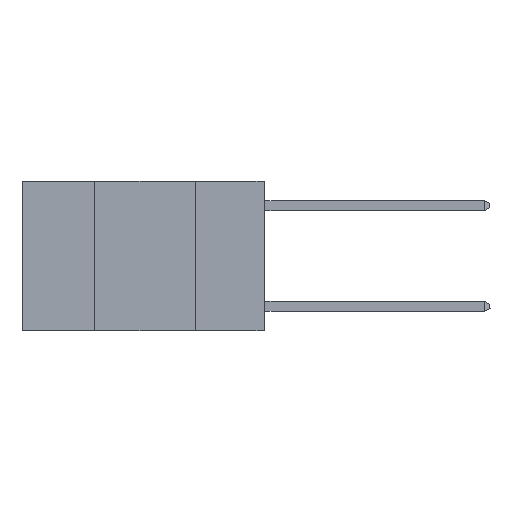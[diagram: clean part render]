
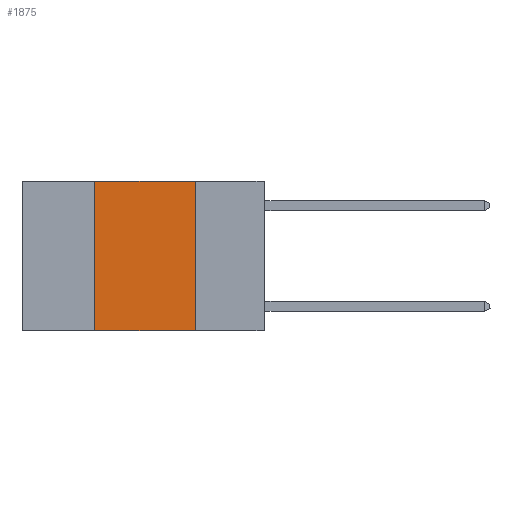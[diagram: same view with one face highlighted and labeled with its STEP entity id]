
A CAD part, left-side view. The second image highlights one B-rep face of the part: STEP entity #1875.
In plain terms, the highlighted planar face has unit normal (-1, 0, 0).
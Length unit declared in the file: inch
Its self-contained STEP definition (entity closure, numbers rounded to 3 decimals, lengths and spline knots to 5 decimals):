
#1875 = ADVANCED_FACE ( 'NONE', ( #4444 ), #11252, .F. ) ;
#3228 = CARTESIAN_POINT ( 'NONE',  ( 0., 0.42, -0.37 ) ) ;
#3369 = VECTOR ( 'NONE', #23197, 39.37008 ) ;
#3497 = ORIENTED_EDGE ( 'NONE', *, *, #24819, .F. ) ;
#3616 = CARTESIAN_POINT ( 'NONE',  ( 0., 0.17, 0. ) ) ;
#3692 = DIRECTION ( 'NONE',  ( 0., -1., 0. ) ) ;
#4206 = EDGE_CURVE ( 'NONE', #19401, #20939, #11178, .T. ) ;
#4444 = FACE_OUTER_BOUND ( 'NONE', #24790, .T. ) ;
#4841 = EDGE_CURVE ( 'NONE', #26547, #20939, #13444, .T. ) ;
#8489 = CARTESIAN_POINT ( 'NONE',  ( 0., 0.17, 0. ) ) ;
#10617 = DIRECTION ( 'NONE',  ( 0., 0., -1. ) ) ;
#11008 = DIRECTION ( 'NONE',  ( 1., 0., 0. ) ) ;
#11090 = CARTESIAN_POINT ( 'NONE',  ( 0., 0.42, 0. ) ) ;
#11178 = LINE ( 'NONE', #3616, #26490 ) ;
#11252 = PLANE ( 'NONE',  #23151 ) ;
#12098 = CARTESIAN_POINT ( 'NONE',  ( 0., 0.42, 0. ) ) ;
#13444 = LINE ( 'NONE', #24476, #23208 ) ;
#13990 = EDGE_CURVE ( 'NONE', #26547, #16519, #21645, .T. ) ;
#14527 = LINE ( 'NONE', #21112, #3369 ) ;
#14597 = CARTESIAN_POINT ( 'NONE',  ( 0., 0.6, 0. ) ) ;
#15322 = ORIENTED_EDGE ( 'NONE', *, *, #4841, .T. ) ;
#16156 = VECTOR ( 'NONE', #24566, 39.37008 ) ;
#16174 = DIRECTION ( 'NONE',  ( 0., 0., -1. ) ) ;
#16519 = VERTEX_POINT ( 'NONE', #11090 ) ;
#19401 = VERTEX_POINT ( 'NONE', #8489 ) ;
#20939 = VERTEX_POINT ( 'NONE', #25578 ) ;
#21112 = CARTESIAN_POINT ( 'NONE',  ( 0., 0.6, 0. ) ) ;
#21645 = LINE ( 'NONE', #12098, #16156 ) ;
#23151 = AXIS2_PLACEMENT_3D ( 'NONE', #14597, #11008, #10617 ) ;
#23197 = DIRECTION ( 'NONE',  ( 0., -1., 0. ) ) ;
#23208 = VECTOR ( 'NONE', #3692, 39.37008 ) ;
#24476 = CARTESIAN_POINT ( 'NONE',  ( 0., 0.6, -0.37 ) ) ;
#24566 = DIRECTION ( 'NONE',  ( 0., 0., 1. ) ) ;
#24790 = EDGE_LOOP ( 'NONE', ( #25036, #3497, #25696, #15322 ) ) ;
#24819 = EDGE_CURVE ( 'NONE', #16519, #19401, #14527, .T. ) ;
#25036 = ORIENTED_EDGE ( 'NONE', *, *, #4206, .F. ) ;
#25578 = CARTESIAN_POINT ( 'NONE',  ( 0., 0.17, -0.37 ) ) ;
#25696 = ORIENTED_EDGE ( 'NONE', *, *, #13990, .F. ) ;
#26490 = VECTOR ( 'NONE', #16174, 39.37008 ) ;
#26547 = VERTEX_POINT ( 'NONE', #3228 ) ;
